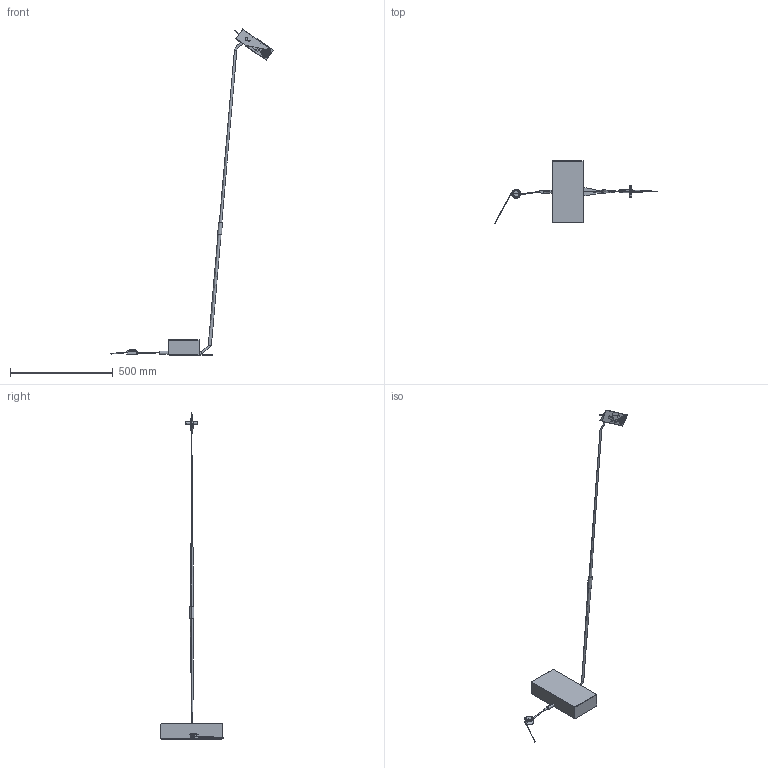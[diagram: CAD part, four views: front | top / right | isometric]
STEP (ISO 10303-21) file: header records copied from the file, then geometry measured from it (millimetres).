
FILE_DESCRIPTION(/* description */ (''),/* implementation_level */ '2;1');
FILE_NAME(/* name */ '7K0ZZD~A',/* time_stamp */ '2017-10-16T14:40:02+02:00',/* author */ (''),/* organization */ (''),/* preprocessor_version */ 'ST-DEVELOPER v15',/* originating_system */ '',/* authorisation */ '');
FILE_SCHEMA (('AUTOMOTIVE_DESIGN'));
Length unit declared in the file: millimetre
Products named in the file (1): Document
Bounding box: 788.69 x 302.14 x 1584.12 mm (x, y, z)
Volume: 3675028.9 mm3; surface area: 436183 mm2
Topology: 16 solids, 21 shells, 558 faces, 1171 edges, 627 vertices
Faces by surface type: bspline 531, plane 27
Entity records: 19706 total; most frequent: CARTESIAN_POINT 13319, ORIENTED_EDGE 2246, EDGE_CURVE 1129, VERTEX_POINT 610, EDGE_LOOP 571, ADVANCED_FACE 558, FACE_OUTER_BOUND 558, B_SPLINE_CURVE_WITH_KNOTS 472
